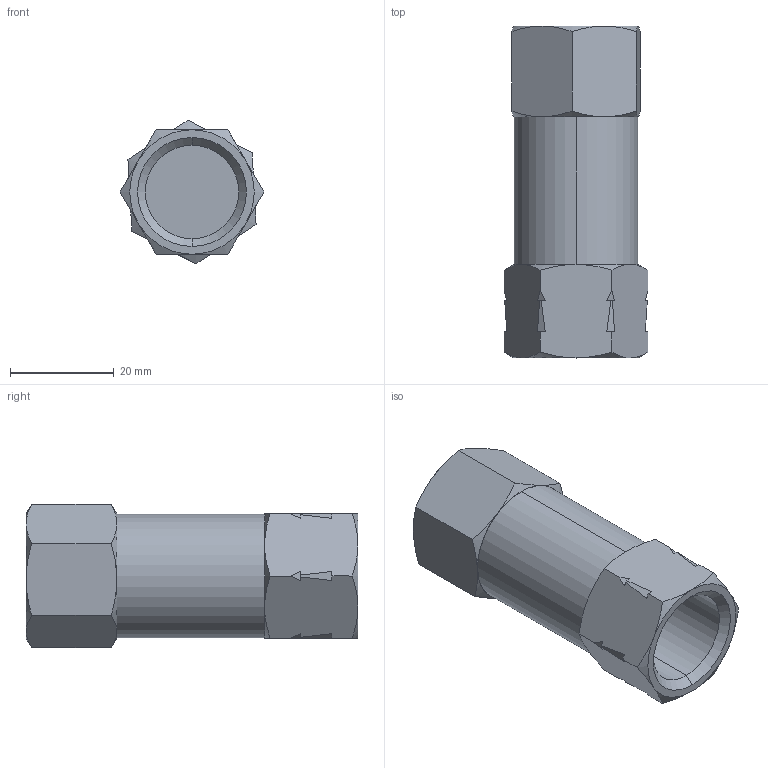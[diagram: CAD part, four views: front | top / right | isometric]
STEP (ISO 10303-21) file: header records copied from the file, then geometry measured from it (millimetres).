
FILE_DESCRIPTION (( 'STEP AP214' ), '1' );
FILE_NAME ('AZ-VNR1-2FF.STEP', '2018-09-03T08:59:22', ( '' ), ( '' ), 'SwSTEP 2.0', 'SolidWorks 2018', '' );
FILE_SCHEMA (( 'AUTOMOTIVE_DESIGN' ));
Length unit declared in the file: millimetre
Products named in the file (1): AZ-VNR1-2FF
Bounding box: 27.71 x 64 x 27.67 mm (x, y, z)
Volume: 22383.6 mm3; surface area: 7724.8 mm2
Topology: 1 solids, 1 shells, 78 faces, 188 edges, 116 vertices
Faces by surface type: plane 42, cone 30, cylinder 6
Entity records: 2705 total; most frequent: CARTESIAN_POINT 627, ORIENTED_EDGE 376, DIRECTION 338, EDGE_CURVE 188, AXIS2_PLACEMENT_3D 121, VERTEX_POINT 116, VECTOR 96, LINE 96
